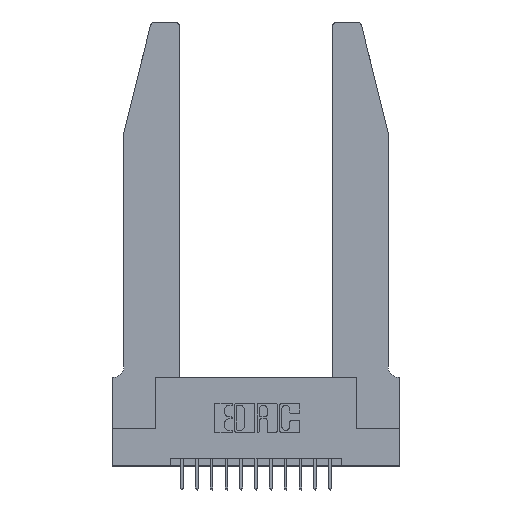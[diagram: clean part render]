
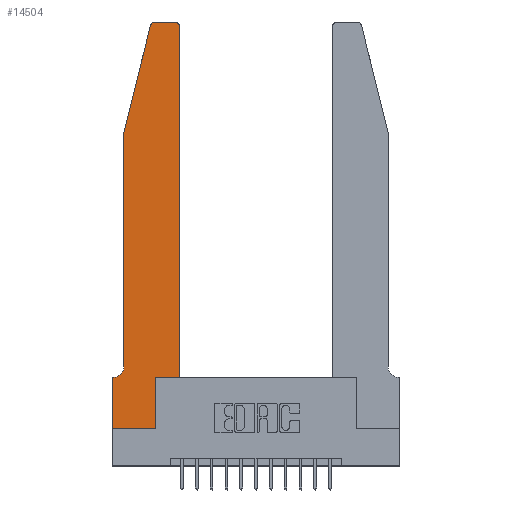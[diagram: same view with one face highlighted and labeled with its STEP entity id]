
A CAD part, top view. The second image highlights one B-rep face of the part: STEP entity #14504.
In plain terms, the highlighted planar face has unit normal (0, 0, 1).
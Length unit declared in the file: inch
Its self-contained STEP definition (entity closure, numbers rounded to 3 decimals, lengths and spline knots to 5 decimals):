
#135 = CARTESIAN_POINT ( 'NONE',  ( 0.4205, 2.72, 0.37 ) ) ;
#295 = DIRECTION ( 'NONE',  ( -1., 0., 0. ) ) ;
#512 = VECTOR ( 'NONE', #4112, 39.37008 ) ;
#587 = CARTESIAN_POINT ( 'NONE',  ( 0.0755, 2., 0.37 ) ) ;
#677 = VERTEX_POINT ( 'NONE', #10356 ) ;
#1299 = CARTESIAN_POINT ( 'NONE',  ( 0.284, 2.75, 0.37 ) ) ;
#1335 = VECTOR ( 'NONE', #2585, 39.37008 ) ;
#1519 = CARTESIAN_POINT ( 'NONE',  ( 0., 0.35, 0.37 ) ) ;
#1612 = EDGE_CURVE ( 'NONE', #6200, #10209, #10271, .T. ) ;
#1617 = DIRECTION ( 'NONE',  ( 1., 0., 0. ) ) ;
#1666 = AXIS2_PLACEMENT_3D ( 'NONE', #135, #9966, #1617 ) ;
#1903 = LINE ( 'NONE', #14928, #5233 ) ;
#2232 = CARTESIAN_POINT ( 'NONE',  ( 0.0755, 2., 0.37 ) ) ;
#2287 = ORIENTED_EDGE ( 'NONE', *, *, #16818, .T. ) ;
#2336 = LINE ( 'NONE', #14418, #15843 ) ;
#2585 = DIRECTION ( 'NONE',  ( 0., 1., 0. ) ) ;
#2647 = CARTESIAN_POINT ( 'NONE',  ( 0.0755, 2., 0.37 ) ) ;
#2713 = CARTESIAN_POINT ( 'NONE',  ( 0.0755, 0.42, 0.37 ) ) ;
#2863 = VECTOR ( 'NONE', #10475, 39.37008 ) ;
#2912 = ORIENTED_EDGE ( 'NONE', *, *, #11728, .T. ) ;
#2928 = PLANE ( 'NONE',  #15920 ) ;
#2973 = CARTESIAN_POINT ( 'NONE',  ( 0.4505, 0.35, 0.37 ) ) ;
#3252 = CARTESIAN_POINT ( 'NONE',  ( 0., 0.35, 0.37 ) ) ;
#3412 = EDGE_CURVE ( 'NONE', #6303, #7508, #10297, .T. ) ;
#3504 = VECTOR ( 'NONE', #3833, 39.37008 ) ;
#3766 = EDGE_CURVE ( 'NONE', #7402, #14917, #15368, .T. ) ;
#3833 = DIRECTION ( 'NONE',  ( 1., 0., 0. ) ) ;
#3876 = VERTEX_POINT ( 'NONE', #1299 ) ;
#4112 = DIRECTION ( 'NONE',  ( -0.239, -0.971, 0. ) ) ;
#4125 = FACE_OUTER_BOUND ( 'NONE', #10026, .T. ) ;
#4129 = CARTESIAN_POINT ( 'NONE',  ( 0.284, 2.72, 0.37 ) ) ;
#4421 = DIRECTION ( 'NONE',  ( 1., 0., 0. ) ) ;
#4994 = LINE ( 'NONE', #16593, #11796 ) ;
#5233 = VECTOR ( 'NONE', #13628, 39.37008 ) ;
#5522 = DIRECTION ( 'NONE',  ( 1., 0., 0. ) ) ;
#5667 = VECTOR ( 'NONE', #14469, 39.37008 ) ;
#5739 = DIRECTION ( 'NONE',  ( 0., 0., 1. ) ) ;
#6002 = DIRECTION ( 'NONE',  ( -1., 0., 0. ) ) ;
#6026 = DIRECTION ( 'NONE',  ( 0., 0., -1. ) ) ;
#6040 = CARTESIAN_POINT ( 'NONE',  ( 0.0055, 0.42, 0.37 ) ) ;
#6200 = VERTEX_POINT ( 'NONE', #9452 ) ;
#6242 = CIRCLE ( 'NONE', #1666, 0.03 ) ;
#6303 = VERTEX_POINT ( 'NONE', #2713 ) ;
#6617 = CARTESIAN_POINT ( 'NONE',  ( 0.4205, 2.75, 0.37 ) ) ;
#6875 = VECTOR ( 'NONE', #17552, 39.37008 ) ;
#7009 = EDGE_CURVE ( 'NONE', #12830, #16031, #1903, .T. ) ;
#7402 = VERTEX_POINT ( 'NONE', #13222 ) ;
#7429 = CARTESIAN_POINT ( 'NONE',  ( 0.2865, 0.35, 0.37 ) ) ;
#7508 = VERTEX_POINT ( 'NONE', #13444 ) ;
#7731 = LINE ( 'NONE', #16215, #6875 ) ;
#7776 = EDGE_CURVE ( 'NONE', #7508, #12830, #4994, .T. ) ;
#7983 = CARTESIAN_POINT ( 'NONE',  ( 0.4505, 0.35, 0.37 ) ) ;
#8794 = EDGE_CURVE ( 'NONE', #677, #8965, #11584, .T. ) ;
#8965 = VERTEX_POINT ( 'NONE', #587 ) ;
#9106 = VERTEX_POINT ( 'NONE', #6617 ) ;
#9155 = ORIENTED_EDGE ( 'NONE', *, *, #7776, .T. ) ;
#9209 = ORIENTED_EDGE ( 'NONE', *, *, #17408, .T. ) ;
#9452 = CARTESIAN_POINT ( 'NONE',  ( 0.2865, 0., 0.37 ) ) ;
#9550 = CIRCLE ( 'NONE', #16909, 0.03 ) ;
#9794 = CARTESIAN_POINT ( 'NONE',  ( 0.2865, 0.35, 0.37 ) ) ;
#9966 = DIRECTION ( 'NONE',  ( 0., 0., 1. ) ) ;
#10026 = EDGE_LOOP ( 'NONE', ( #9209, #16250, #13637, #15193, #10617, #9155, #16499, #16333, #16927, #2912, #16301, #2287 ) ) ;
#10209 = VERTEX_POINT ( 'NONE', #7429 ) ;
#10271 = LINE ( 'NONE', #9794, #2863 ) ;
#10297 = CIRCLE ( 'NONE', #14699, 0.07 ) ;
#10356 = CARTESIAN_POINT ( 'NONE',  ( 0.25487, 2.72718, 0.37 ) ) ;
#10475 = DIRECTION ( 'NONE',  ( 0., 1., 0. ) ) ;
#10617 = ORIENTED_EDGE ( 'NONE', *, *, #3412, .T. ) ;
#11584 = LINE ( 'NONE', #2647, #512 ) ;
#11721 = CARTESIAN_POINT ( 'NONE',  ( 0.4505, 2.72, 0.37 ) ) ;
#11728 = EDGE_CURVE ( 'NONE', #10209, #7402, #14324, .T. ) ;
#11796 = VECTOR ( 'NONE', #295, 39.37008 ) ;
#12830 = VERTEX_POINT ( 'NONE', #3252 ) ;
#12954 = CARTESIAN_POINT ( 'NONE',  ( 0., 0., 0.37 ) ) ;
#12988 = EDGE_CURVE ( 'NONE', #8965, #6303, #15871, .T. ) ;
#13222 = CARTESIAN_POINT ( 'NONE',  ( 0.4505, 0.35, 0.37 ) ) ;
#13444 = CARTESIAN_POINT ( 'NONE',  ( 0.0055, 0.35, 0.37 ) ) ;
#13586 = DIRECTION ( 'NONE',  ( 0., 0., 1. ) ) ;
#13628 = DIRECTION ( 'NONE',  ( 0., -1., 0. ) ) ;
#13637 = ORIENTED_EDGE ( 'NONE', *, *, #8794, .T. ) ;
#13875 = EDGE_CURVE ( 'NONE', #3876, #677, #9550, .T. ) ;
#14324 = LINE ( 'NONE', #7983, #3504 ) ;
#14418 = CARTESIAN_POINT ( 'NONE',  ( 0., 0., 0.37 ) ) ;
#14469 = DIRECTION ( 'NONE',  ( 0., -1., 0. ) ) ;
#14504 = ADVANCED_FACE ( 'NONE', ( #4125 ), #2928, .T. ) ;
#14650 = EDGE_CURVE ( 'NONE', #16031, #6200, #2336, .T. ) ;
#14699 = AXIS2_PLACEMENT_3D ( 'NONE', #6040, #6026, #6002 ) ;
#14917 = VERTEX_POINT ( 'NONE', #11721 ) ;
#14928 = CARTESIAN_POINT ( 'NONE',  ( 0., 0., 0.37 ) ) ;
#15193 = ORIENTED_EDGE ( 'NONE', *, *, #12988, .T. ) ;
#15368 = LINE ( 'NONE', #2973, #1335 ) ;
#15682 = DIRECTION ( 'NONE',  ( 1., 0., 0. ) ) ;
#15843 = VECTOR ( 'NONE', #15682, 39.37008 ) ;
#15871 = LINE ( 'NONE', #2232, #5667 ) ;
#15920 = AXIS2_PLACEMENT_3D ( 'NONE', #1519, #5739, #4421 ) ;
#16031 = VERTEX_POINT ( 'NONE', #12954 ) ;
#16215 = CARTESIAN_POINT ( 'NONE',  ( 0.2605, 2.75, 0.37 ) ) ;
#16250 = ORIENTED_EDGE ( 'NONE', *, *, #13875, .T. ) ;
#16301 = ORIENTED_EDGE ( 'NONE', *, *, #3766, .T. ) ;
#16333 = ORIENTED_EDGE ( 'NONE', *, *, #14650, .T. ) ;
#16499 = ORIENTED_EDGE ( 'NONE', *, *, #7009, .T. ) ;
#16593 = CARTESIAN_POINT ( 'NONE',  ( 0.0755, 0.35, 0.37 ) ) ;
#16818 = EDGE_CURVE ( 'NONE', #14917, #9106, #6242, .T. ) ;
#16909 = AXIS2_PLACEMENT_3D ( 'NONE', #4129, #13586, #5522 ) ;
#16927 = ORIENTED_EDGE ( 'NONE', *, *, #1612, .T. ) ;
#17408 = EDGE_CURVE ( 'NONE', #9106, #3876, #7731, .T. ) ;
#17552 = DIRECTION ( 'NONE',  ( -1., 0., 0. ) ) ;
